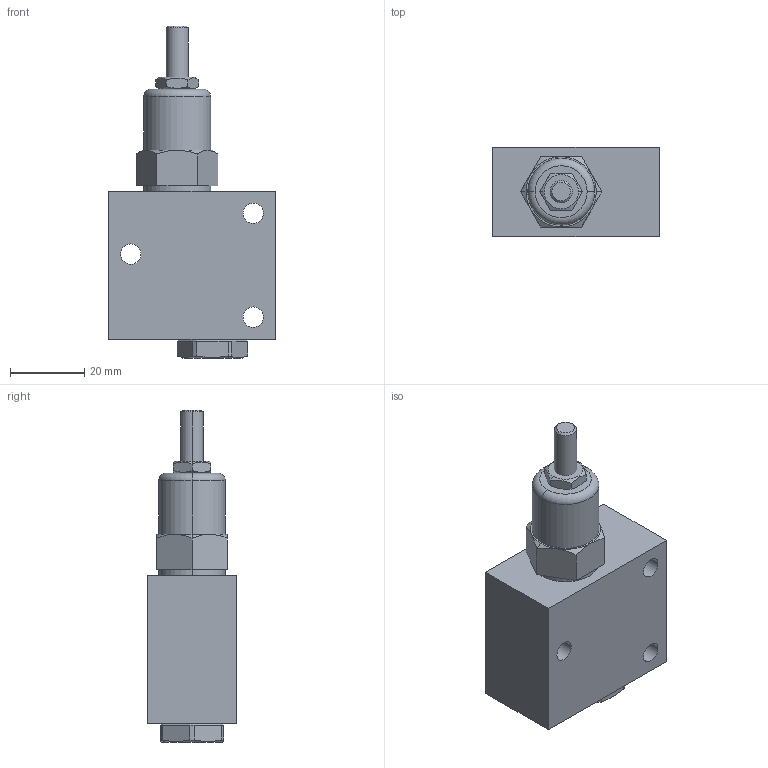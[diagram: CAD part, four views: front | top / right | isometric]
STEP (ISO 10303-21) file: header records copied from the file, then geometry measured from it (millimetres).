
FILE_DESCRIPTION (( 'STEP AP203' ), '1' );
FILE_NAME ('HSV-A1.STEP', '2019-10-12T06:37:04', ( '微软用户' ), ( '微软中国' ), 'SwSTEP 2.0', 'SolidWorks 2012', '' );
FILE_SCHEMA (( 'CONFIG_CONTROL_DESIGN' ));
Length unit declared in the file: millimetre
Products named in the file (6): HSV-A1掛极裔; HSV-A蹟挴裝; hex thin nuts-grades ab-chamfered gb_GB_FASTENER_NUT_STNAB M6-N; HSV-A1綴裔; HSV-A1; HSV-A1掛极
Assembly tree (5 placements, depth 2):
  HSV-A1
    HSV-A1掛极
    HSV-A1掛极裔
    HSV-A蹟挴裝
    hex thin nuts-grades ab-chamfered gb_GB_FASTENER_NUT_STNAB M6-N
    HSV-A1綴裔
Bounding box: 45 x 24 x 89.5 mm (x, y, z)
Volume: 49938.5 mm3; surface area: 15839.1 mm2
Topology: 5 solids, 5 shells, 176 faces, 416 edges, 261 vertices
Faces by surface type: plane 86, cylinder 43, cone 33, bspline 12, torus 2
Entity records: 6328 total; most frequent: CARTESIAN_POINT 1715, ORIENTED_EDGE 820, DIRECTION 812, EDGE_CURVE 410, AXIS2_PLACEMENT_3D 290, VERTEX_POINT 261, VECTOR 232, LINE 232
